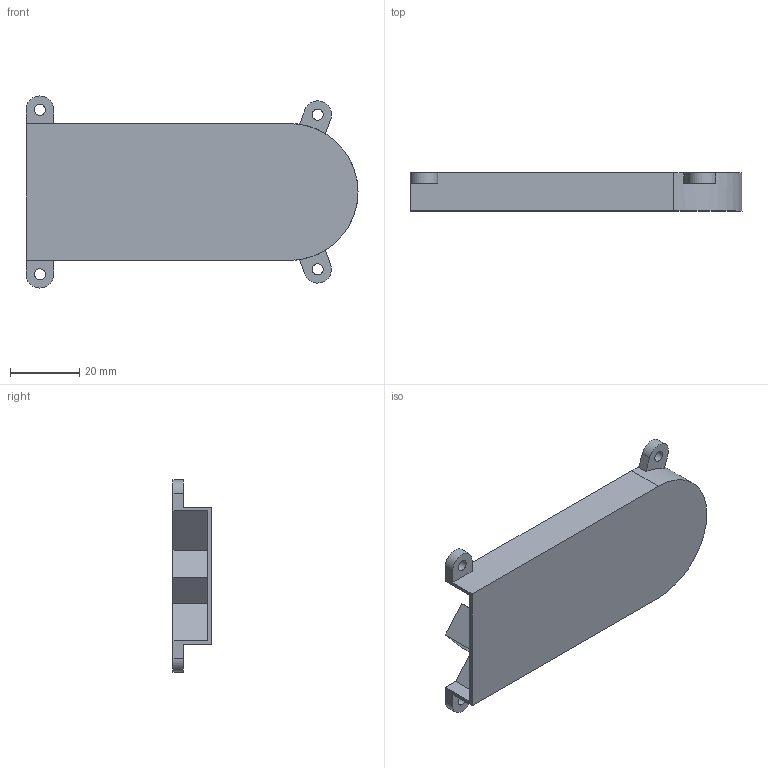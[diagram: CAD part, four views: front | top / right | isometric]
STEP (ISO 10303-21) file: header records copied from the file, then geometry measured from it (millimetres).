
FILE_DESCRIPTION(('HOOPS Exchange Step'),'2;1');
FILE_NAME('CPAP Baffle.stp','2026-02-08T20:59:57+19:00',('RED'),('Unknown organisation'),'HOOPS Exchange 2025.8','HOOPS Exchange','Unknown authorisation');
FILE_SCHEMA( ('AP203_CONFIGURATION_CONTROLLED_3D_DESIGN_OF_MECHANICAL_PARTS_AND_ASSEMBLIES_MIM_LF') );
Length unit declared in the file: millimetre
Products named in the file (2): 0; root
Assembly tree (1 placements, depth 2):
  root
    0
Bounding box: 96.04 x 11 x 55.57 mm (x, y, z)
Volume: 8094.8 mm3; surface area: 15972.3 mm2
Topology: 1 solids, 1 shells, 90 faces, 260 edges, 176 vertices
Faces by surface type: plane 78, cylinder 12
Full cylindrical faces by diameter (mm): 3.2 x4
Entity records: 3004 total; most frequent: CARTESIAN_POINT 529, ORIENTED_EDGE 520, DIRECTION 486, EDGE_CURVE 260, VECTOR 220, LINE 220, VERTEX_POINT 176, AXIS2_PLACEMENT_3D 133
